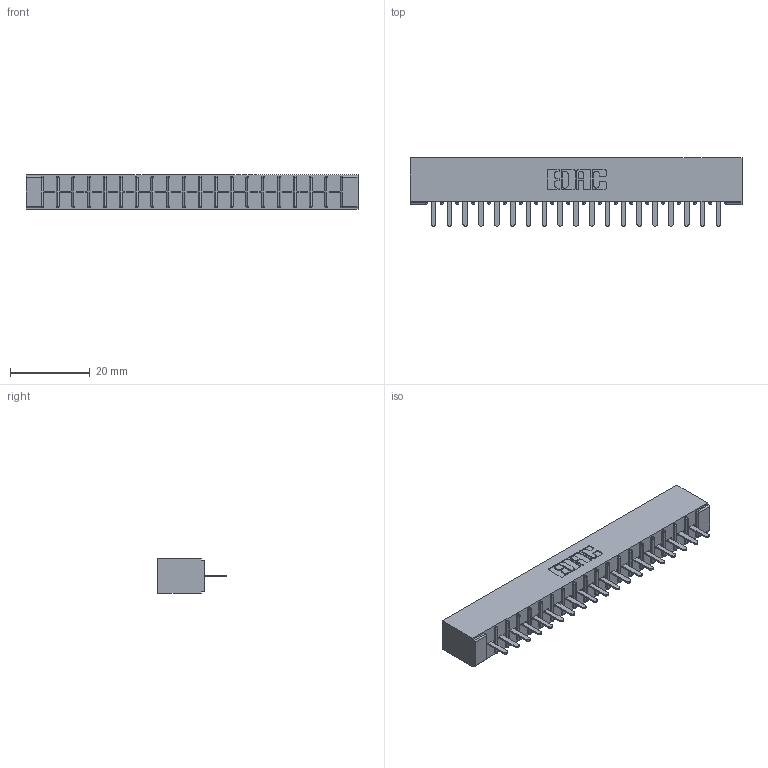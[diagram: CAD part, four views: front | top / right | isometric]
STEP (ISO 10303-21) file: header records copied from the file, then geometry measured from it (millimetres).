
FILE_DESCRIPTION (( 'STEP AP203' ), '1' );
FILE_NAME ('356-019-420-101.STEP', '2020-09-23T13:54:43', ( '' ), ( '' ), 'SwSTEP 2.0', 'SolidWorks 2020', '' );
FILE_SCHEMA (( 'CONFIG_CONTROL_DESIGN' ));
Length unit declared in the file: inch
Products named in the file (3): 356-019-420-101; 306 Part_No Mounting; 306-290-001_120
Assembly tree (20 placements, depth 2):
  356-019-420-101
    306 Part_No Mounting
    306-290-001_120  x19
Bounding box: 83.16 x 17.12 x 8.71 mm (x, y, z)
Volume: 5949.6 mm3; surface area: 8972 mm2
Topology: 20 solids, 20 shells, 1438 faces, 4035 edges, 2586 vertices
Faces by surface type: plane 957, cylinder 405, sphere 76
Entity records: 20376 total; most frequent: CARTESIAN_POINT 3416, ORIENTED_EDGE 3382, DIRECTION 3371, EDGE_CURVE 1691, LINE 1313, VECTOR 1313, VERTEX_POINT 1074, AXIS2_PLACEMENT_3D 1029
